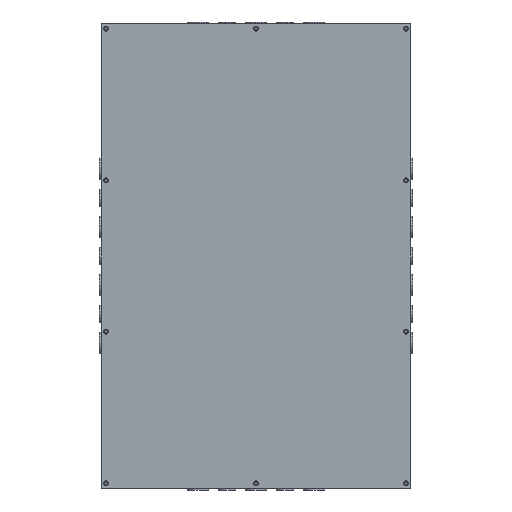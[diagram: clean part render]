
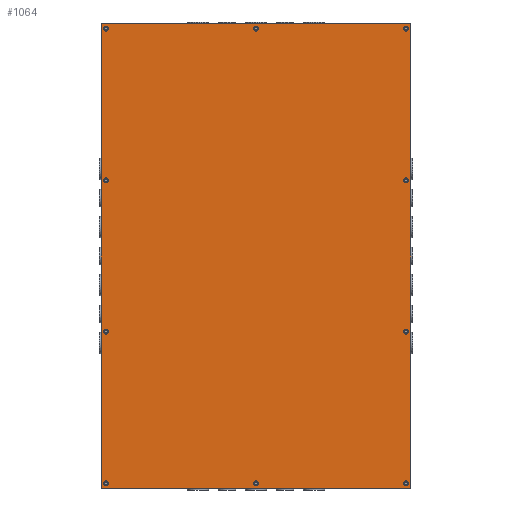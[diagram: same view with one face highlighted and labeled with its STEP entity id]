
A CAD part, front view. The second image highlights one B-rep face of the part: STEP entity #1064.
In plain terms, the highlighted planar face has unit normal (0, -1, 0).
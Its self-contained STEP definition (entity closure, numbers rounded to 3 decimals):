
#1064 = ADVANCED_FACE( '', ( #2393, #2394, #2395, #2396, #2397, #2398, #2399, #2400, #2401, #2402, #2403 ), #2404, .T. );
#2393 = FACE_BOUND( '', #3849, .T. );
#2394 = FACE_BOUND( '', #3850, .T. );
#2395 = FACE_BOUND( '', #3851, .T. );
#2396 = FACE_BOUND( '', #3852, .T. );
#2397 = FACE_BOUND( '', #3853, .T. );
#2398 = FACE_BOUND( '', #3854, .T. );
#2399 = FACE_BOUND( '', #3855, .T. );
#2400 = FACE_BOUND( '', #3856, .T. );
#2401 = FACE_BOUND( '', #3857, .T. );
#2402 = FACE_BOUND( '', #3858, .T. );
#2403 = FACE_OUTER_BOUND( '', #3859, .T. );
#2404 = PLANE( '', #3860 );
#3849 = EDGE_LOOP( '', ( #6467 ) );
#3850 = EDGE_LOOP( '', ( #6468 ) );
#3851 = EDGE_LOOP( '', ( #6469 ) );
#3852 = EDGE_LOOP( '', ( #6470 ) );
#3853 = EDGE_LOOP( '', ( #6471 ) );
#3854 = EDGE_LOOP( '', ( #6472 ) );
#3855 = EDGE_LOOP( '', ( #6473 ) );
#3856 = EDGE_LOOP( '', ( #6474 ) );
#3857 = EDGE_LOOP( '', ( #6475 ) );
#3858 = EDGE_LOOP( '', ( #6476 ) );
#3859 = EDGE_LOOP( '', ( #6477, #6478, #6479, #6480 ) );
#3860 = AXIS2_PLACEMENT_3D( '', #6481, #6482, #6483 );
#6467 = ORIENTED_EDGE( '', *, *, #8201, .T. );
#6468 = ORIENTED_EDGE( '', *, *, #8049, .T. );
#6469 = ORIENTED_EDGE( '', *, *, #8128, .T. );
#6470 = ORIENTED_EDGE( '', *, *, #8202, .T. );
#6471 = ORIENTED_EDGE( '', *, *, #8185, .T. );
#6472 = ORIENTED_EDGE( '', *, *, #8068, .T. );
#6473 = ORIENTED_EDGE( '', *, *, #8203, .T. );
#6474 = ORIENTED_EDGE( '', *, *, #7960, .T. );
#6475 = ORIENTED_EDGE( '', *, *, #7609, .T. );
#6476 = ORIENTED_EDGE( '', *, *, #8204, .T. );
#6477 = ORIENTED_EDGE( '', *, *, #7934, .T. );
#6478 = ORIENTED_EDGE( '', *, *, #7923, .T. );
#6479 = ORIENTED_EDGE( '', *, *, #8001, .T. );
#6480 = ORIENTED_EDGE( '', *, *, #8168, .T. );
#6481 = CARTESIAN_POINT( '', ( 0., 0., 0. ) );
#6482 = DIRECTION( '', ( 0., -1., 0. ) );
#6483 = DIRECTION( '', ( 0., 0., -1. ) );
#7609 = EDGE_CURVE( '', #8980, #8980, #8981, .T. );
#7923 = EDGE_CURVE( '', #9458, #9459, #9460, .T. );
#7934 = EDGE_CURVE( '', #9474, #9458, #9475, .T. );
#7960 = EDGE_CURVE( '', #9513, #9513, #9514, .T. );
#8001 = EDGE_CURVE( '', #9459, #9570, #9571, .T. );
#8049 = EDGE_CURVE( '', #9632, #9632, #9633, .T. );
#8068 = EDGE_CURVE( '', #9656, #9656, #9657, .T. );
#8128 = EDGE_CURVE( '', #9735, #9735, #9736, .T. );
#8168 = EDGE_CURVE( '', #9570, #9474, #9782, .T. );
#8185 = EDGE_CURVE( '', #9806, #9806, #9807, .T. );
#8201 = EDGE_CURVE( '', #9826, #9826, #9827, .T. );
#8202 = EDGE_CURVE( '', #9828, #9828, #9829, .T. );
#8203 = EDGE_CURVE( '', #9830, #9830, #9831, .T. );
#8204 = EDGE_CURVE( '', #9832, #9832, #9833, .T. );
#8980 = VERTEX_POINT( '', #10899 );
#8981 = CIRCLE( '', #10900, 3.962 );
#9458 = VERTEX_POINT( '', #11499 );
#9459 = VERTEX_POINT( '', #11500 );
#9460 = LINE( '', #11501, #11502 );
#9474 = VERTEX_POINT( '', #11520 );
#9475 = LINE( '', #11521, #11522 );
#9513 = VERTEX_POINT( '', #11568 );
#9514 = CIRCLE( '', #11569, 3.962 );
#9570 = VERTEX_POINT( '', #11648 );
#9571 = LINE( '', #11649, #11650 );
#9632 = VERTEX_POINT( '', #11728 );
#9633 = CIRCLE( '', #11729, 3.962 );
#9656 = VERTEX_POINT( '', #11771 );
#9657 = CIRCLE( '', #11772, 3.962 );
#9735 = VERTEX_POINT( '', #11867 );
#9736 = CIRCLE( '', #11868, 3.962 );
#9782 = LINE( '', #11924, #11925 );
#9806 = VERTEX_POINT( '', #11954 );
#9807 = CIRCLE( '', #11955, 3.962 );
#9826 = VERTEX_POINT( '', #11976 );
#9827 = CIRCLE( '', #11977, 3.962 );
#9828 = VERTEX_POINT( '', #11978 );
#9829 = CIRCLE( '', #11979, 3.962 );
#9830 = VERTEX_POINT( '', #11980 );
#9831 = CIRCLE( '', #11981, 3.962 );
#9832 = VERTEX_POINT( '', #11982 );
#9833 = CIRCLE( '', #11983, 3.962 );
#10899 = CARTESIAN_POINT( '', ( -242.113, 0., -124.358 ) );
#10900 = AXIS2_PLACEMENT_3D( '', #12618, #12619, #12620 );
#11499 = CARTESIAN_POINT( '', ( -254., 0., -381. ) );
#11500 = CARTESIAN_POINT( '', ( 254., 0., -381. ) );
#11501 = CARTESIAN_POINT( '', ( -254., 0., -381. ) );
#11502 = VECTOR( '', #13030, 1000. );
#11520 = CARTESIAN_POINT( '', ( -254., 0., 381. ) );
#11521 = CARTESIAN_POINT( '', ( -254., 0., 381. ) );
#11522 = VECTOR( '', #13044, 1000. );
#11568 = CARTESIAN_POINT( '', ( -242.113, 0., 124.358 ) );
#11569 = AXIS2_PLACEMENT_3D( '', #13079, #13080, #13081 );
#11648 = CARTESIAN_POINT( '', ( 254., 0., 381. ) );
#11649 = CARTESIAN_POINT( '', ( 254., 0., -381. ) );
#11650 = VECTOR( '', #13135, 1000. );
#11728 = CARTESIAN_POINT( '', ( 250.038, 0., 124.358 ) );
#11729 = AXIS2_PLACEMENT_3D( '', #13180, #13181, #13182 );
#11771 = CARTESIAN_POINT( '', ( 3.962, 0., -373.075 ) );
#11772 = AXIS2_PLACEMENT_3D( '', #13193, #13194, #13195 );
#11867 = CARTESIAN_POINT( '', ( 250.038, 0., -124.358 ) );
#11868 = AXIS2_PLACEMENT_3D( '', #13251, #13252, #13253 );
#11924 = CARTESIAN_POINT( '', ( 254., 0., 381. ) );
#11925 = VECTOR( '', #13276, 1000. );
#11954 = CARTESIAN_POINT( '', ( 3.962, 0., 373.075 ) );
#11955 = AXIS2_PLACEMENT_3D( '', #13297, #13298, #13299 );
#11976 = CARTESIAN_POINT( '', ( 250.038, 0., 373.075 ) );
#11977 = AXIS2_PLACEMENT_3D( '', #13311, #13312, #13313 );
#11978 = CARTESIAN_POINT( '', ( 250.038, 0., -373.075 ) );
#11979 = AXIS2_PLACEMENT_3D( '', #13314, #13315, #13316 );
#11980 = CARTESIAN_POINT( '', ( -242.113, 0., 373.075 ) );
#11981 = AXIS2_PLACEMENT_3D( '', #13317, #13318, #13319 );
#11982 = CARTESIAN_POINT( '', ( -242.113, 0., -373.075 ) );
#11983 = AXIS2_PLACEMENT_3D( '', #13320, #13321, #13322 );
#12618 = CARTESIAN_POINT( '', ( -246.075, 0., -124.358 ) );
#12619 = DIRECTION( '', ( 0., 1., 0. ) );
#12620 = DIRECTION( '', ( 1., 0., 0. ) );
#13030 = DIRECTION( '', ( 1., 0., 0. ) );
#13044 = DIRECTION( '', ( 0., 0., -1. ) );
#13079 = CARTESIAN_POINT( '', ( -246.075, 0., 124.358 ) );
#13080 = DIRECTION( '', ( 0., 1., 0. ) );
#13081 = DIRECTION( '', ( 1., 0., 0. ) );
#13135 = DIRECTION( '', ( 0., 0., 1. ) );
#13180 = CARTESIAN_POINT( '', ( 246.075, 0., 124.358 ) );
#13181 = DIRECTION( '', ( 0., 1., 0. ) );
#13182 = DIRECTION( '', ( 1., 0., 0. ) );
#13193 = CARTESIAN_POINT( '', ( 0., 0., -373.075 ) );
#13194 = DIRECTION( '', ( 0., 1., 0. ) );
#13195 = DIRECTION( '', ( 1., 0., 0. ) );
#13251 = CARTESIAN_POINT( '', ( 246.075, 0., -124.358 ) );
#13252 = DIRECTION( '', ( 0., 1., 0. ) );
#13253 = DIRECTION( '', ( 1., 0., 0. ) );
#13276 = DIRECTION( '', ( -1., 0., 0. ) );
#13297 = CARTESIAN_POINT( '', ( 0., 0., 373.075 ) );
#13298 = DIRECTION( '', ( 0., 1., 0. ) );
#13299 = DIRECTION( '', ( 1., 0., 0. ) );
#13311 = CARTESIAN_POINT( '', ( 246.075, 0., 373.075 ) );
#13312 = DIRECTION( '', ( 0., 1., 0. ) );
#13313 = DIRECTION( '', ( 1., 0., 0. ) );
#13314 = CARTESIAN_POINT( '', ( 246.075, 0., -373.075 ) );
#13315 = DIRECTION( '', ( 0., 1., 0. ) );
#13316 = DIRECTION( '', ( 1., 0., 0. ) );
#13317 = CARTESIAN_POINT( '', ( -246.075, 0., 373.075 ) );
#13318 = DIRECTION( '', ( 0., 1., 0. ) );
#13319 = DIRECTION( '', ( 1., 0., 0. ) );
#13320 = CARTESIAN_POINT( '', ( -246.075, 0., -373.075 ) );
#13321 = DIRECTION( '', ( 0., 1., 0. ) );
#13322 = DIRECTION( '', ( 1., 0., 0. ) );
